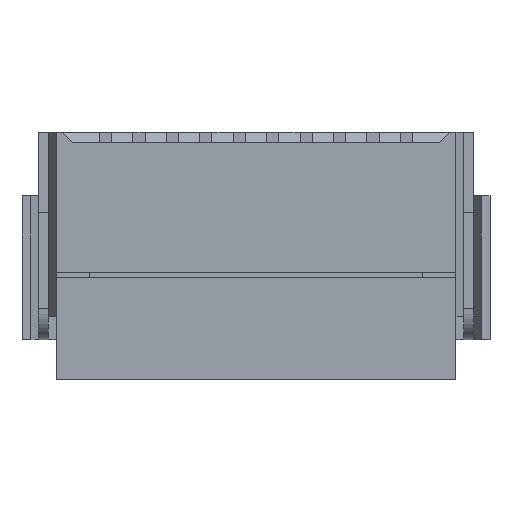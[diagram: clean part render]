
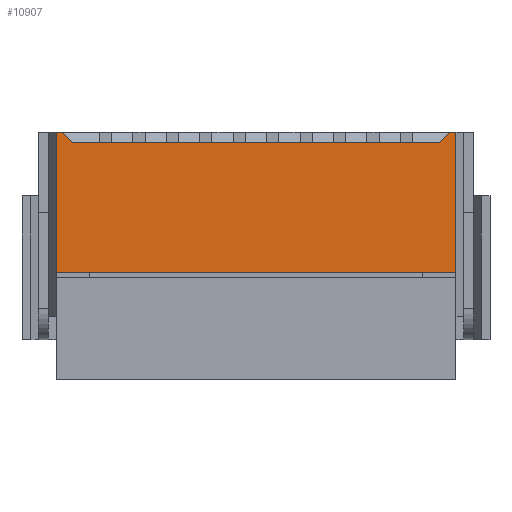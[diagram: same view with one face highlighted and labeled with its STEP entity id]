
A CAD part, top view. The second image highlights one B-rep face of the part: STEP entity #10907.
In plain terms, the highlighted planar face has unit normal (0, 0, 1).
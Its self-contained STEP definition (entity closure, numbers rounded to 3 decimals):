
#507=PLANE('',#11668);
#1105=FACE_OUTER_BOUND('',#1716,.T.);
#1716=EDGE_LOOP('',(#9227,#9228,#9229,#9230,#9231,#9232,#9233,#9234));
#2650=LINE('',#17270,#4001);
#2654=LINE('',#17278,#4005);
#2806=LINE('',#17641,#4157);
#2807=LINE('',#17643,#4158);
#2808=LINE('',#17645,#4159);
#2809=LINE('',#17647,#4160);
#2810=LINE('',#17649,#4161);
#2811=LINE('',#17650,#4162);
#4001=VECTOR('',#13495,1000.);
#4005=VECTOR('',#13501,1000.);
#4157=VECTOR('',#13767,1000.);
#4158=VECTOR('',#13768,1000.);
#4159=VECTOR('',#13769,1000.);
#4160=VECTOR('',#13770,1000.);
#4161=VECTOR('',#13771,1000.);
#4162=VECTOR('',#13772,1000.);
#5348=VERTEX_POINT('',#17267);
#5349=VERTEX_POINT('',#17269);
#5351=VERTEX_POINT('',#17275);
#5352=VERTEX_POINT('',#17277);
#5507=VERTEX_POINT('',#17642);
#5508=VERTEX_POINT('',#17644);
#5509=VERTEX_POINT('',#17646);
#5510=VERTEX_POINT('',#17648);
#6654=EDGE_CURVE('',#5349,#5348,#2650,.T.);
#6658=EDGE_CURVE('',#5351,#5352,#2654,.T.);
#6831=EDGE_CURVE('',#5349,#5351,#2806,.T.);
#6832=EDGE_CURVE('',#5348,#5507,#2807,.T.);
#6833=EDGE_CURVE('',#5508,#5507,#2808,.T.);
#6834=EDGE_CURVE('',#5509,#5508,#2809,.T.);
#6835=EDGE_CURVE('',#5510,#5509,#2810,.T.);
#6836=EDGE_CURVE('',#5510,#5352,#2811,.T.);
#9227=ORIENTED_EDGE('',*,*,#6831,.F.);
#9228=ORIENTED_EDGE('',*,*,#6654,.T.);
#9229=ORIENTED_EDGE('',*,*,#6832,.T.);
#9230=ORIENTED_EDGE('',*,*,#6833,.F.);
#9231=ORIENTED_EDGE('',*,*,#6834,.F.);
#9232=ORIENTED_EDGE('',*,*,#6835,.F.);
#9233=ORIENTED_EDGE('',*,*,#6836,.T.);
#9234=ORIENTED_EDGE('',*,*,#6658,.F.);
#10907=ADVANCED_FACE('',(#1105),#507,.T.);
#11668=AXIS2_PLACEMENT_3D('',#17640,#13765,#13766);
#13495=DIRECTION('',(0.,1.,0.));
#13501=DIRECTION('',(0.,1.,0.));
#13765=DIRECTION('center_axis',(0.,0.,1.));
#13766=DIRECTION('ref_axis',(0.,1.,0.));
#13767=DIRECTION('',(-1.,0.,0.));
#13768=DIRECTION('',(-1.,0.,0.));
#13769=DIRECTION('',(0.707,0.707,0.));
#13770=DIRECTION('',(1.,0.,0.));
#13771=DIRECTION('',(0.707,-0.707,0.));
#13772=DIRECTION('',(-1.,0.,0.));
#17267=CARTESIAN_POINT('',(2.99,0.95,1.1));
#17269=CARTESIAN_POINT('',(2.99,-1.15,1.1));
#17270=CARTESIAN_POINT('',(2.99,-2.15,1.1));
#17275=CARTESIAN_POINT('',(-2.99,-1.15,1.1));
#17277=CARTESIAN_POINT('',(-2.99,0.95,1.1));
#17278=CARTESIAN_POINT('',(-2.99,-2.15,1.1));
#17640=CARTESIAN_POINT('Origin',(0.,-0.9,
1.1));
#17641=CARTESIAN_POINT('',(-2.99,-1.15,1.1));
#17642=CARTESIAN_POINT('',(2.9,0.95,1.1));
#17643=CARTESIAN_POINT('',(3.5,0.95,1.1));
#17644=CARTESIAN_POINT('',(2.75,0.8,1.1));
#17645=CARTESIAN_POINT('',(2.9,0.95,1.1));
#17646=CARTESIAN_POINT('',(-2.75,0.8,1.1));
#17647=CARTESIAN_POINT('',(2.75,0.8,1.1));
#17648=CARTESIAN_POINT('',(-2.9,0.95,1.1));
#17649=CARTESIAN_POINT('',(-2.9,0.95,1.1));
#17650=CARTESIAN_POINT('',(3.5,0.95,1.1));
